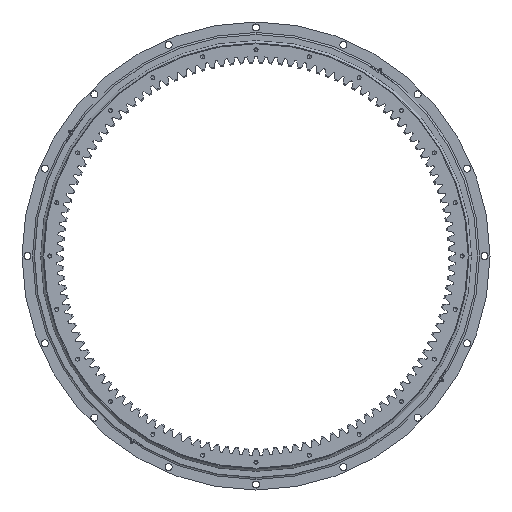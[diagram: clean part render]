
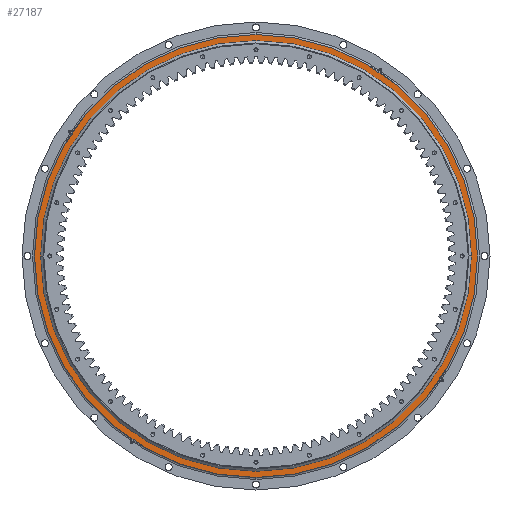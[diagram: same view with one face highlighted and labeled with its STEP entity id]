
A CAD part, front view. The second image highlights one B-rep face of the part: STEP entity #27187.
In plain terms, the highlighted planar face has unit normal (0, -1, 0).
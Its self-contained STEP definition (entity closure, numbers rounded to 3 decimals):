
#289 = VERTEX_POINT ( 'NONE', #18036 ) ;
#551 = DIRECTION ( 'NONE',  ( 0., 0., -1. ) ) ;
#841 = DIRECTION ( 'NONE',  ( 0., 0., -1. ) ) ;
#1956 = CIRCLE ( 'NONE', #20865, 547.75 ) ;
#2049 = CIRCLE ( 'NONE', #17075, 567. ) ;
#2714 = EDGE_LOOP ( 'NONE', ( #15588, #23976 ) ) ;
#4189 = DIRECTION ( 'NONE',  ( 0., -1., 0. ) ) ;
#5579 = EDGE_CURVE ( 'NONE', #33516, #33094, #9043, .T. ) ;
#6628 = EDGE_CURVE ( 'NONE', #289, #24266, #1956, .T. ) ;
#9043 = CIRCLE ( 'NONE', #34238, 567. ) ;
#11072 = CARTESIAN_POINT ( 'NONE',  ( 0., -18., 599. ) ) ;
#11532 = AXIS2_PLACEMENT_3D ( 'NONE', #11072, #16407, #551 ) ;
#11718 = ORIENTED_EDGE ( 'NONE', *, *, #33687, .T. ) ;
#15588 = ORIENTED_EDGE ( 'NONE', *, *, #26874, .F. ) ;
#16407 = DIRECTION ( 'NONE',  ( 0., 1., 0. ) ) ;
#16696 = DIRECTION ( 'NONE',  ( 0., -1., 0. ) ) ;
#17075 = AXIS2_PLACEMENT_3D ( 'NONE', #32617, #16696, #841 ) ;
#18036 = CARTESIAN_POINT ( 'NONE',  ( 0., -18., -547.75 ) ) ;
#18398 = CARTESIAN_POINT ( 'NONE',  ( 0., -18., 547.75 ) ) ;
#19175 = CARTESIAN_POINT ( 'NONE',  ( 0., -18., 567. ) ) ;
#20037 = CARTESIAN_POINT ( 'NONE',  ( 0., -18., 0. ) ) ;
#20315 = FACE_OUTER_BOUND ( 'NONE', #22223, .T. ) ;
#20865 = AXIS2_PLACEMENT_3D ( 'NONE', #30483, #30407, #30529 ) ;
#21136 = CARTESIAN_POINT ( 'NONE',  ( 0., -18., -567. ) ) ;
#21625 = PLANE ( 'NONE',  #11532 ) ;
#22223 = EDGE_LOOP ( 'NONE', ( #11718, #26512 ) ) ;
#22397 = CIRCLE ( 'NONE', #25296, 547.75 ) ;
#22713 = DIRECTION ( 'NONE',  ( 0., 0., 1. ) ) ;
#23976 = ORIENTED_EDGE ( 'NONE', *, *, #6628, .F. ) ;
#24266 = VERTEX_POINT ( 'NONE', #18398 ) ;
#25296 = AXIS2_PLACEMENT_3D ( 'NONE', #20037, #4189, #22713 ) ;
#26512 = ORIENTED_EDGE ( 'NONE', *, *, #5579, .T. ) ;
#26874 = EDGE_CURVE ( 'NONE', #24266, #289, #22397, .T. ) ;
#27187 = ADVANCED_FACE ( 'NONE', ( #20315, #27387 ), #21625, .F. ) ;
#27387 = FACE_BOUND ( 'NONE', #2714, .T. ) ;
#30407 = DIRECTION ( 'NONE',  ( 0., -1., 0. ) ) ;
#30483 = CARTESIAN_POINT ( 'NONE',  ( 0., -18., 0. ) ) ;
#30529 = DIRECTION ( 'NONE',  ( 0., 0., 1. ) ) ;
#32617 = CARTESIAN_POINT ( 'NONE',  ( 0., -18., 0. ) ) ;
#32881 = DIRECTION ( 'NONE',  ( 0., 0., -1. ) ) ;
#33003 = DIRECTION ( 'NONE',  ( 0., -1., 0. ) ) ;
#33094 = VERTEX_POINT ( 'NONE', #19175 ) ;
#33480 = CARTESIAN_POINT ( 'NONE',  ( 0., -18., 0. ) ) ;
#33516 = VERTEX_POINT ( 'NONE', #21136 ) ;
#33687 = EDGE_CURVE ( 'NONE', #33094, #33516, #2049, .T. ) ;
#34238 = AXIS2_PLACEMENT_3D ( 'NONE', #33480, #33003, #32881 ) ;
